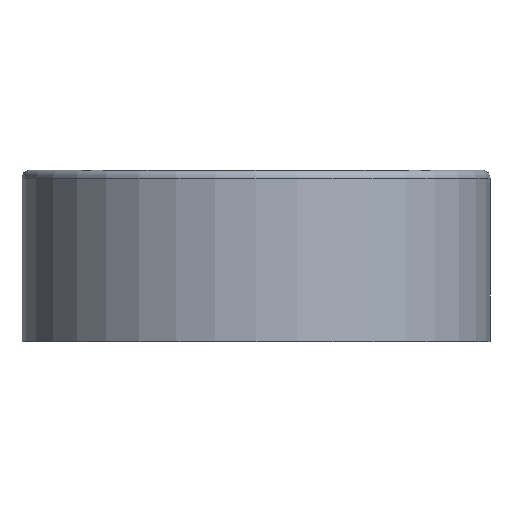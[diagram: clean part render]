
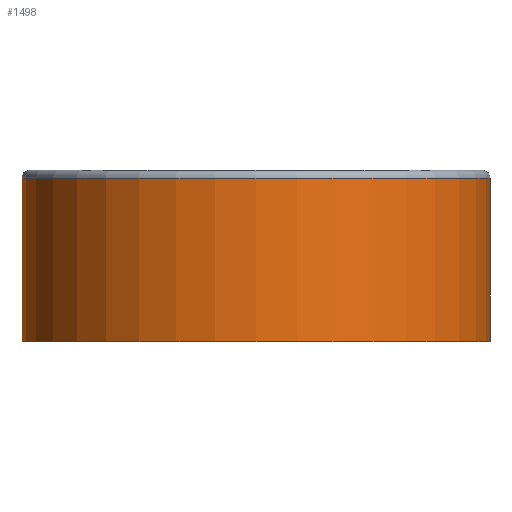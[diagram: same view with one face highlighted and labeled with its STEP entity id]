
A CAD part, front view. The second image highlights one B-rep face of the part: STEP entity #1498.
In plain terms, the highlighted cylindrical face has radius 30 mm (diameter 60 mm), a partial arc.
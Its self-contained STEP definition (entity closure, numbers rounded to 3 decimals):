
#57 = VERTEX_POINT ( 'NONE', #2180 ) ;
#118 = CARTESIAN_POINT ( 'NONE',  ( 30., 0., 21. ) ) ;
#202 = EDGE_CURVE ( 'NONE', #2247, #951, #275, .T. ) ;
#275 = LINE ( 'NONE', #949, #506 ) ;
#318 = DIRECTION ( 'NONE',  ( -1., 0., 0. ) ) ;
#340 = LINE ( 'NONE', #599, #959 ) ;
#381 = VERTEX_POINT ( 'NONE', #2758 ) ;
#393 = LINE ( 'NONE', #1853, #1040 ) ;
#399 = DIRECTION ( 'NONE',  ( 0., 0., -1. ) ) ;
#506 = VECTOR ( 'NONE', #2647, 1000. ) ;
#570 = EDGE_CURVE ( 'NONE', #2454, #2247, #952, .T. ) ;
#599 = CARTESIAN_POINT ( 'NONE',  ( 30., 0., 4. ) ) ;
#747 = AXIS2_PLACEMENT_3D ( 'NONE', #2173, #931, #943 ) ;
#931 = DIRECTION ( 'NONE',  ( 0., 0., 1. ) ) ;
#943 = DIRECTION ( 'NONE',  ( 1., 0., 0. ) ) ;
#949 = CARTESIAN_POINT ( 'NONE',  ( -30., 0., 4. ) ) ;
#951 = VERTEX_POINT ( 'NONE', #1386 ) ;
#952 = CIRCLE ( 'NONE', #2378, 30. ) ;
#959 = VECTOR ( 'NONE', #2305, 1000. ) ;
#1013 = ORIENTED_EDGE ( 'NONE', *, *, #570, .T. ) ;
#1033 = DIRECTION ( 'NONE',  ( 0., 0., -1. ) ) ;
#1040 = VECTOR ( 'NONE', #1033, 1000. ) ;
#1079 = AXIS2_PLACEMENT_3D ( 'NONE', #1486, #399, #2084 ) ;
#1111 = CARTESIAN_POINT ( 'NONE',  ( 30., 0., 0. ) ) ;
#1170 = VECTOR ( 'NONE', #1235, 1000. ) ;
#1235 = DIRECTION ( 'NONE',  ( 0., 0., -1. ) ) ;
#1386 = CARTESIAN_POINT ( 'NONE',  ( -30., 0., 6. ) ) ;
#1388 = LINE ( 'NONE', #2030, #1170 ) ;
#1447 = CIRCLE ( 'NONE', #747, 30. ) ;
#1486 = CARTESIAN_POINT ( 'NONE',  ( 0., 0., 4. ) ) ;
#1494 = CARTESIAN_POINT ( 'NONE',  ( -30., 0., 21. ) ) ;
#1498 = ADVANCED_FACE ( 'NONE', ( #2536 ), #2319, .T. ) ;
#1529 = ORIENTED_EDGE ( 'NONE', *, *, #1868, .T. ) ;
#1799 = ORIENTED_EDGE ( 'NONE', *, *, #202, .T. ) ;
#1853 = CARTESIAN_POINT ( 'NONE',  ( -30., 0., 4. ) ) ;
#1868 = EDGE_CURVE ( 'NONE', #951, #57, #393, .T. ) ;
#1898 = EDGE_CURVE ( 'NONE', #381, #1974, #1388, .T. ) ;
#1974 = VERTEX_POINT ( 'NONE', #1111 ) ;
#2020 = DIRECTION ( 'NONE',  ( 0., 0., -1. ) ) ;
#2030 = CARTESIAN_POINT ( 'NONE',  ( 30., 0., 4. ) ) ;
#2084 = DIRECTION ( 'NONE',  ( -1., 0., 0. ) ) ;
#2173 = CARTESIAN_POINT ( 'NONE',  ( 0., 0., 0. ) ) ;
#2180 = CARTESIAN_POINT ( 'NONE',  ( -30., 0., 0. ) ) ;
#2206 = EDGE_CURVE ( 'NONE', #2454, #381, #340, .T. ) ;
#2247 = VERTEX_POINT ( 'NONE', #1494 ) ;
#2305 = DIRECTION ( 'NONE',  ( 0., 0., -1. ) ) ;
#2319 = CYLINDRICAL_SURFACE ( 'NONE', #1079, 30. ) ;
#2378 = AXIS2_PLACEMENT_3D ( 'NONE', #2380, #2020, #318 ) ;
#2380 = CARTESIAN_POINT ( 'NONE',  ( 0., 0., 21. ) ) ;
#2454 = VERTEX_POINT ( 'NONE', #118 ) ;
#2536 = FACE_OUTER_BOUND ( 'NONE', #2637, .T. ) ;
#2637 = EDGE_LOOP ( 'NONE', ( #2705, #1013, #1799, #1529, #2659, #2657 ) ) ;
#2647 = DIRECTION ( 'NONE',  ( 0., 0., -1. ) ) ;
#2657 = ORIENTED_EDGE ( 'NONE', *, *, #1898, .F. ) ;
#2659 = ORIENTED_EDGE ( 'NONE', *, *, #2734, .T. ) ;
#2705 = ORIENTED_EDGE ( 'NONE', *, *, #2206, .F. ) ;
#2734 = EDGE_CURVE ( 'NONE', #57, #1974, #1447, .T. ) ;
#2758 = CARTESIAN_POINT ( 'NONE',  ( 30., 0., 6. ) ) ;
